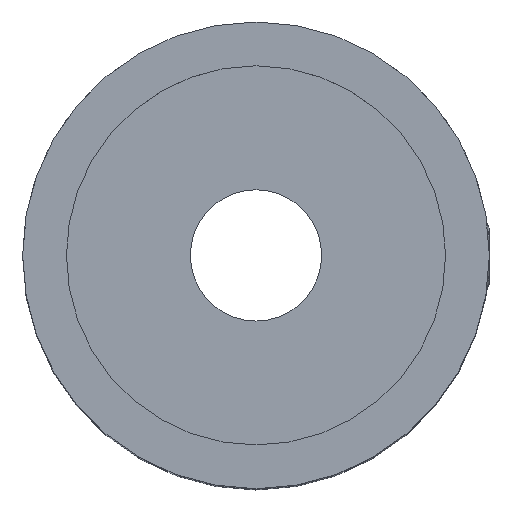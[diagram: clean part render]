
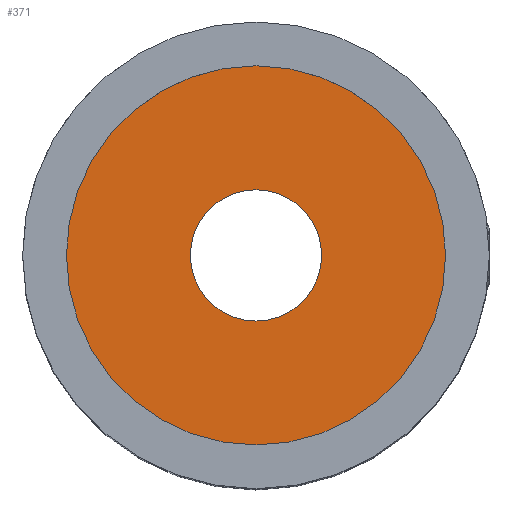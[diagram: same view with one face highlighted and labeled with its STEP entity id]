
A CAD part, top view. The second image highlights one B-rep face of the part: STEP entity #371.
In plain terms, the highlighted planar face has unit normal (0, 0, 1).
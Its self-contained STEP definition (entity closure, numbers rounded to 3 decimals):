
#38 = CARTESIAN_POINT ( 'NONE',  ( 0., 13., -1.5 ) ) ;
#184 = CARTESIAN_POINT ( 'NONE',  ( 0., 4.5, -1.5 ) ) ;
#329 = EDGE_CURVE ( 'NONE', #2060, #2226, #1269, .T. ) ;
#334 = CARTESIAN_POINT ( 'NONE',  ( 0., 0., -1.5 ) ) ;
#371 = ADVANCED_FACE ( 'NONE', ( #2525, #1237 ), #1316, .T. ) ;
#573 = CIRCLE ( 'NONE', #2659, 4.5 ) ;
#603 = EDGE_LOOP ( 'NONE', ( #922, #1534 ) ) ;
#913 = CARTESIAN_POINT ( 'NONE',  ( 0., 0., -1.5 ) ) ;
#922 = ORIENTED_EDGE ( 'NONE', *, *, #3004, .F. ) ;
#942 = AXIS2_PLACEMENT_3D ( 'NONE', #334, #2794, #2770 ) ;
#1237 = FACE_OUTER_BOUND ( 'NONE', #603, .T. ) ;
#1269 = CIRCLE ( 'NONE', #942, 4.5 ) ;
#1311 = DIRECTION ( 'NONE',  ( 0., 1., 0. ) ) ;
#1316 = PLANE ( 'NONE',  #1635 ) ;
#1383 = CIRCLE ( 'NONE', #2569, 13. ) ;
#1399 = DIRECTION ( 'NONE',  ( 0., -1., 0. ) ) ;
#1466 = ORIENTED_EDGE ( 'NONE', *, *, #2911, .F. ) ;
#1534 = ORIENTED_EDGE ( 'NONE', *, *, #2430, .F. ) ;
#1591 = DIRECTION ( 'NONE',  ( 0., -1., 0. ) ) ;
#1635 = AXIS2_PLACEMENT_3D ( 'NONE', #2806, #2564, #1591 ) ;
#1771 = VERTEX_POINT ( 'NONE', #38 ) ;
#1844 = DIRECTION ( 'NONE',  ( 0., 0., 1. ) ) ;
#1863 = CARTESIAN_POINT ( 'NONE',  ( 0., 0., -1.5 ) ) ;
#2044 = DIRECTION ( 'NONE',  ( 0., 0., -1. ) ) ;
#2060 = VERTEX_POINT ( 'NONE', #184 ) ;
#2111 = AXIS2_PLACEMENT_3D ( 'NONE', #913, #2654, #3132 ) ;
#2159 = EDGE_LOOP ( 'NONE', ( #2837, #1466 ) ) ;
#2226 = VERTEX_POINT ( 'NONE', #2403 ) ;
#2280 = CARTESIAN_POINT ( 'NONE',  ( 0., 0., -1.5 ) ) ;
#2403 = CARTESIAN_POINT ( 'NONE',  ( 0., -4.5, -1.5 ) ) ;
#2430 = EDGE_CURVE ( 'NONE', #2682, #1771, #1383, .T. ) ;
#2525 = FACE_BOUND ( 'NONE', #2159, .T. ) ;
#2564 = DIRECTION ( 'NONE',  ( 0., 0., 1. ) ) ;
#2569 = AXIS2_PLACEMENT_3D ( 'NONE', #2280, #2044, #1311 ) ;
#2654 = DIRECTION ( 'NONE',  ( 0., 0., -1. ) ) ;
#2659 = AXIS2_PLACEMENT_3D ( 'NONE', #1863, #1844, #1399 ) ;
#2682 = VERTEX_POINT ( 'NONE', #2791 ) ;
#2770 = DIRECTION ( 'NONE',  ( 0., -1., 0. ) ) ;
#2791 = CARTESIAN_POINT ( 'NONE',  ( 0., -13., -1.5 ) ) ;
#2794 = DIRECTION ( 'NONE',  ( 0., 0., 1. ) ) ;
#2806 = CARTESIAN_POINT ( 'NONE',  ( 0., 0., -1.5 ) ) ;
#2837 = ORIENTED_EDGE ( 'NONE', *, *, #329, .F. ) ;
#2911 = EDGE_CURVE ( 'NONE', #2226, #2060, #573, .T. ) ;
#3004 = EDGE_CURVE ( 'NONE', #1771, #2682, #3051, .T. ) ;
#3051 = CIRCLE ( 'NONE', #2111, 13. ) ;
#3132 = DIRECTION ( 'NONE',  ( 0., 1., 0. ) ) ;
